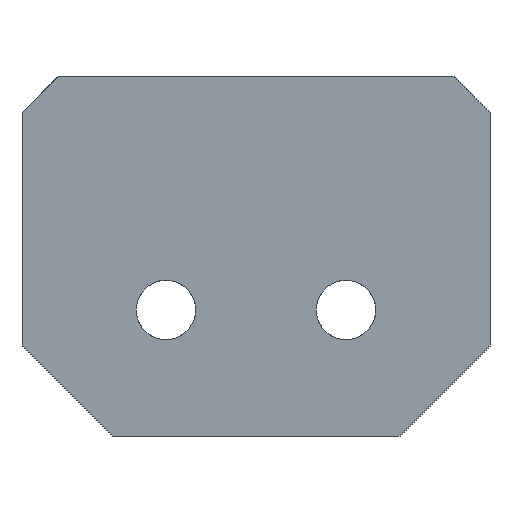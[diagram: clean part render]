
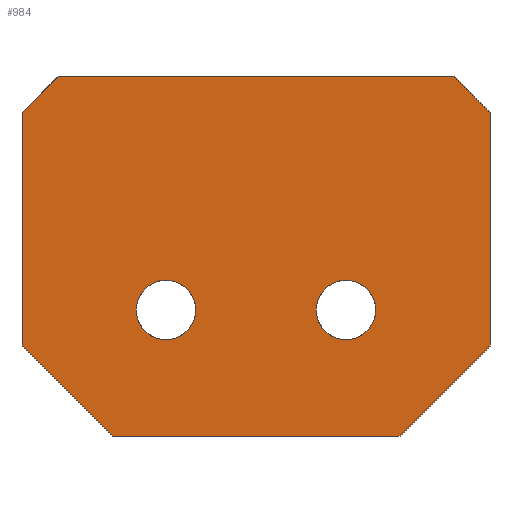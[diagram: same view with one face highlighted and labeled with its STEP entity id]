
A CAD part, left-side view. The second image highlights one B-rep face of the part: STEP entity #984.
In plain terms, the highlighted planar face has unit normal (-0.997, 0.072, 0).
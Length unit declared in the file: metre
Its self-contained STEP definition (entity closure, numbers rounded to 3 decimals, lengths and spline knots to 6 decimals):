
#76=ELLIPSE('',#1050,0.001654,0.00165);
#77=ELLIPSE('',#1051,0.001654,0.00165);
#98=ORIENTED_EDGE('',*,*,#392,.T.);
#99=ORIENTED_EDGE('',*,*,#393,.F.);
#100=ORIENTED_EDGE('',*,*,#394,.T.);
#101=ORIENTED_EDGE('',*,*,#395,.F.);
#102=ORIENTED_EDGE('',*,*,#396,.T.);
#103=ORIENTED_EDGE('',*,*,#397,.T.);
#104=ORIENTED_EDGE('',*,*,#398,.T.);
#105=ORIENTED_EDGE('',*,*,#399,.T.);
#106=ORIENTED_EDGE('',*,*,#400,.T.);
#107=ORIENTED_EDGE('',*,*,#401,.F.);
#392=EDGE_CURVE('',#539,#539,#76,.F.);
#393=EDGE_CURVE('',#540,#541,#637,.T.);
#394=EDGE_CURVE('',#540,#542,#638,.T.);
#395=EDGE_CURVE('',#543,#542,#639,.T.);
#396=EDGE_CURVE('',#543,#544,#640,.T.);
#397=EDGE_CURVE('',#544,#545,#641,.T.);
#398=EDGE_CURVE('',#545,#546,#642,.F.);
#399=EDGE_CURVE('',#546,#547,#643,.T.);
#400=EDGE_CURVE('',#547,#541,#644,.F.);
#401=EDGE_CURVE('',#548,#548,#77,.T.);
#539=VERTEX_POINT('',#1469);
#540=VERTEX_POINT('',#1471);
#541=VERTEX_POINT('',#1472);
#542=VERTEX_POINT('',#1474);
#543=VERTEX_POINT('',#1476);
#544=VERTEX_POINT('',#1478);
#545=VERTEX_POINT('',#1480);
#546=VERTEX_POINT('',#1482);
#547=VERTEX_POINT('',#1484);
#548=VERTEX_POINT('',#1487);
#637=LINE('',#1470,#734);
#638=LINE('',#1473,#735);
#639=LINE('',#1475,#736);
#640=LINE('',#1477,#737);
#641=LINE('',#1479,#738);
#642=LINE('',#1481,#739);
#643=LINE('',#1483,#740);
#644=LINE('',#1485,#741);
#734=VECTOR('',#1168,1.);
#735=VECTOR('',#1169,1.);
#736=VECTOR('',#1170,1.);
#737=VECTOR('',#1171,1.);
#738=VECTOR('',#1172,1.);
#739=VECTOR('',#1173,1.);
#740=VECTOR('',#1174,1.);
#741=VECTOR('',#1175,1.);
#822=EDGE_LOOP('',(#98));
#823=EDGE_LOOP('',(#99,#100,#101,#102,#103,#104,#105,#106));
#824=EDGE_LOOP('',(#107));
#885=FACE_BOUND('',#822,.T.);
#886=FACE_BOUND('',#823,.T.);
#887=FACE_BOUND('',#824,.T.);
#948=PLANE('',#1049);
#984=ADVANCED_FACE('',(#885,#886,#887),#948,.T.);
#1049=AXIS2_PLACEMENT_3D('',#1467,#1164,#1165);
#1050=AXIS2_PLACEMENT_3D('',#1468,#1166,#1167);
#1051=AXIS2_PLACEMENT_3D('',#1486,#1176,#1177);
#1164=DIRECTION('',(-0.997,0.072,0.));
#1165=DIRECTION('',(-0.072,-0.997,0.));
#1166=DIRECTION('',(-0.997,0.072,0.));
#1167=DIRECTION('',(0.072,0.997,0.));
#1168=DIRECTION('',(-0.072,-0.997,0.));
#1169=DIRECTION('',(0.051,0.706,-0.706));
#1170=DIRECTION('',(0.,0.,1.));
#1171=DIRECTION('',(-0.051,-0.706,-0.706));
#1172=DIRECTION('',(-0.072,-0.997,0.));
#1173=DIRECTION('',(0.051,0.706,-0.706));
#1174=DIRECTION('',(0.,0.,1.));
#1175=DIRECTION('',(-0.051,-0.706,-0.706));
#1176=DIRECTION('',(-0.997,0.072,0.));
#1177=DIRECTION('',(0.072,0.997,0.));
#1467=CARTESIAN_POINT('',(-0.000745,-0.002752,-0.007002));
#1468=CARTESIAN_POINT('',(-0.000181,0.005,0.));
#1469=CARTESIAN_POINT('',(-0.000061,0.00665,0.));
#1470=CARTESIAN_POINT('',(-0.000745,-0.002752,0.013));
#1471=CARTESIAN_POINT('',(0.000255,0.011,0.013));
#1472=CARTESIAN_POINT('',(-0.001344,-0.011,0.013));
#1473=CARTESIAN_POINT('',(0.000479,0.014081,0.009919));
#1474=CARTESIAN_POINT('',(0.0004,0.013,0.011));
#1475=CARTESIAN_POINT('',(0.0004,0.013,-0.015));
#1476=CARTESIAN_POINT('',(0.0004,0.013,-0.002));
#1477=CARTESIAN_POINT('',(-0.000355,0.002609,-0.012391));
#1478=CARTESIAN_POINT('',(0.000037,0.008,-0.007));
#1479=CARTESIAN_POINT('',(-0.000745,-0.002752,-0.007));
#1480=CARTESIAN_POINT('',(-0.001126,-0.008,-0.007));
#1481=CARTESIAN_POINT('',(-0.000935,-0.005368,-0.009632));
#1482=CARTESIAN_POINT('',(-0.00149,-0.013,-0.002));
#1483=CARTESIAN_POINT('',(-0.00149,-0.013,-0.007002));
#1484=CARTESIAN_POINT('',(-0.00149,-0.013,0.011));
#1485=CARTESIAN_POINT('',(-0.001769,-0.01684,0.00716));
#1486=CARTESIAN_POINT('',(-0.000908,-0.005,0.));
#1487=CARTESIAN_POINT('',(-0.000788,-0.00335,0.));
